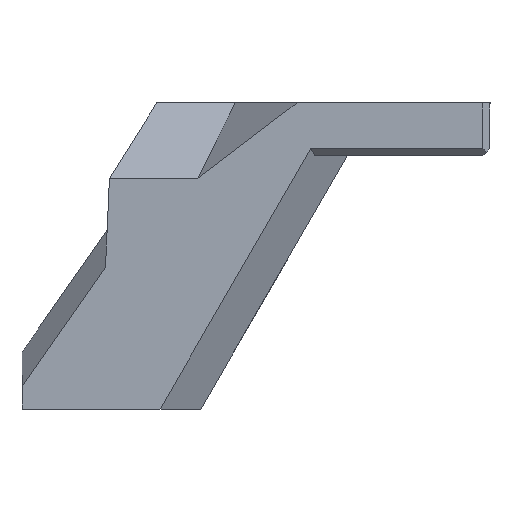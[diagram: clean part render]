
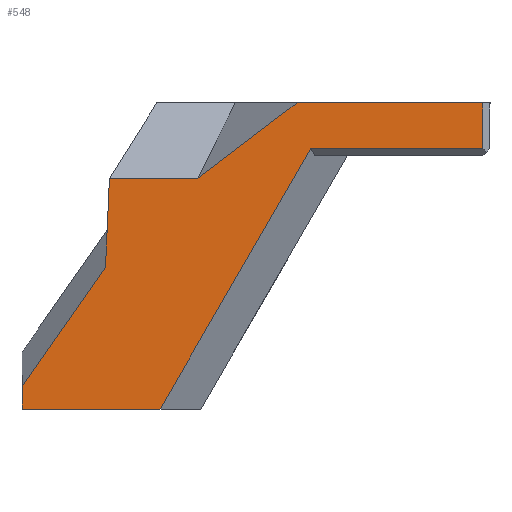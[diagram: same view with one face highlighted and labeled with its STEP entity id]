
A CAD part, front view. The second image highlights one B-rep face of the part: STEP entity #548.
In plain terms, the highlighted planar face has unit normal (0, -1, 0).
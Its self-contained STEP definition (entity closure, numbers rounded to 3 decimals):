
#45=FACE_OUTER_BOUND('',#74,.T.);
#74=EDGE_LOOP('',(#482,#483,#484,#485,#486,#487,#488,#489,#490,#491));
#83=LINE('',#745,#156);
#88=LINE('',#754,#161);
#104=LINE('',#786,#177);
#109=LINE('',#797,#182);
#118=LINE('',#814,#191);
#130=LINE('',#842,#203);
#132=LINE('',#845,#205);
#135=LINE('',#850,#208);
#146=LINE('',#874,#219);
#148=LINE('',#877,#221);
#156=VECTOR('',#606,10.);
#161=VECTOR('',#613,10.);
#177=VECTOR('',#635,10.);
#182=VECTOR('',#644,10.);
#191=VECTOR('',#655,10.);
#203=VECTOR('',#681,10.);
#205=VECTOR('',#685,10.);
#208=VECTOR('',#690,10.);
#219=VECTOR('',#719,10.);
#221=VECTOR('',#723,10.);
#228=VERTEX_POINT('',#741);
#230=VERTEX_POINT('',#744);
#233=VERTEX_POINT('',#753);
#244=VERTEX_POINT('',#780);
#246=VERTEX_POINT('',#784);
#250=VERTEX_POINT('',#796);
#253=VERTEX_POINT('',#803);
#257=VERTEX_POINT('',#812);
#265=VERTEX_POINT('',#839);
#271=VERTEX_POINT('',#873);
#279=EDGE_CURVE('',#228,#230,#83,.T.);
#284=EDGE_CURVE('',#230,#233,#88,.T.);
#300=EDGE_CURVE('',#246,#244,#104,.T.);
#305=EDGE_CURVE('',#233,#250,#109,.T.);
#314=EDGE_CURVE('',#253,#257,#118,.F.);
#328=EDGE_CURVE('',#265,#246,#130,.T.);
#330=EDGE_CURVE('',#253,#265,#132,.T.);
#333=EDGE_CURVE('',#257,#250,#135,.T.);
#344=EDGE_CURVE('',#244,#271,#146,.F.);
#346=EDGE_CURVE('',#271,#228,#148,.F.);
#482=ORIENTED_EDGE('',*,*,#346,.F.);
#483=ORIENTED_EDGE('',*,*,#344,.F.);
#484=ORIENTED_EDGE('',*,*,#300,.F.);
#485=ORIENTED_EDGE('',*,*,#328,.F.);
#486=ORIENTED_EDGE('',*,*,#330,.F.);
#487=ORIENTED_EDGE('',*,*,#314,.T.);
#488=ORIENTED_EDGE('',*,*,#333,.T.);
#489=ORIENTED_EDGE('',*,*,#305,.F.);
#490=ORIENTED_EDGE('',*,*,#284,.F.);
#491=ORIENTED_EDGE('',*,*,#279,.F.);
#521=PLANE('',#591);
#548=ADVANCED_FACE('',(#45),#521,.F.);
#591=AXIS2_PLACEMENT_3D('',#876,#721,#722);
#606=DIRECTION('',(0.573,0.,0.82));
#613=DIRECTION('',(0.044,0.,0.999));
#635=DIRECTION('',(-0.501,0.,-0.865));
#644=DIRECTION('',(1.,0.,0.));
#655=DIRECTION('',(1.,0.,0.));
#681=DIRECTION('',(-1.,0.,0.001));
#685=DIRECTION('',(0.,0.,-1.));
#690=DIRECTION('',(-0.796,0.,-0.606));
#719=DIRECTION('',(1.,0.,0.));
#721=DIRECTION('center_axis',(0.,1.,0.));
#722=DIRECTION('ref_axis',(0.,0.,1.));
#723=DIRECTION('',(0.,0.,-1.));
#741=CARTESIAN_POINT('',(-23.611,28.749,9.616));
#744=CARTESIAN_POINT('',(-18.85,28.749,16.429));
#745=CARTESIAN_POINT('',(-12.717,28.749,25.204));
#753=CARTESIAN_POINT('',(-18.625,28.749,21.48));
#754=CARTESIAN_POINT('',(-18.534,28.749,23.52));
#780=CARTESIAN_POINT('',(-15.741,28.749,8.333));
#784=CARTESIAN_POINT('',(-7.14,28.749,23.192));
#786=CARTESIAN_POINT('',(-7.881,28.749,21.911));
#796=CARTESIAN_POINT('',(-13.594,28.749,21.48));
#797=CARTESIAN_POINT('',(-4.843,28.749,21.48));
#803=CARTESIAN_POINT('',(2.677,28.749,25.795));
#812=CARTESIAN_POINT('',(-7.928,28.749,25.795));
#814=CARTESIAN_POINT('',(0.501,28.749,25.795));
#839=CARTESIAN_POINT('',(2.677,28.749,23.18));
#842=CARTESIAN_POINT('',(5.609,28.749,23.177));
#845=CARTESIAN_POINT('',(2.677,28.749,19.864));
#850=CARTESIAN_POINT('',(-5.384,28.749,27.733));
#873=CARTESIAN_POINT('',(-23.611,28.749,8.333));
#874=CARTESIAN_POINT('',(-13.174,28.749,8.333));
#876=CARTESIAN_POINT('Origin',(1.001,28.749,26.152));
#877=CARTESIAN_POINT('',(-23.611,28.749,21.608));
